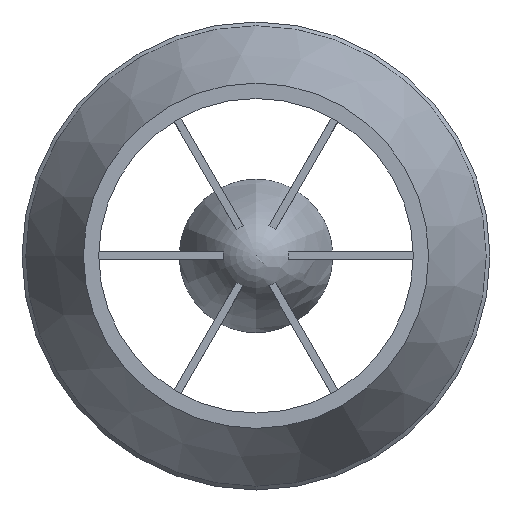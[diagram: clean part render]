
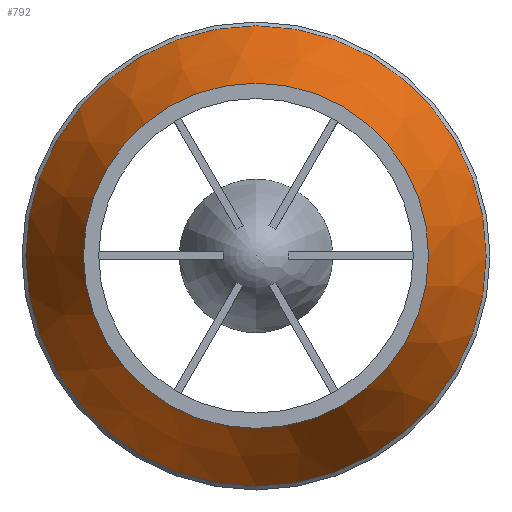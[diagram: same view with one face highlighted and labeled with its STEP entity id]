
A CAD part, top view. The second image highlights one B-rep face of the part: STEP entity #792.
In plain terms, the highlighted conical face has half-angle 26.565 degrees and reference radius 52.5 mm.
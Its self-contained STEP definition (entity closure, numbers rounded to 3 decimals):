
#116=FACE_OUTER_BOUND('',#154,.T.);
#154=EDGE_LOOP('',(#676,#677,#678,#679));
#224=LINE('',#1423,#277);
#277=VECTOR('',#1049,52.5);
#300=CIRCLE('',#866,60.);
#301=CIRCLE('',#868,45.);
#393=VERTEX_POINT('',#1417);
#394=VERTEX_POINT('',#1421);
#501=EDGE_CURVE('',#393,#393,#300,.T.);
#502=EDGE_CURVE('',#394,#394,#301,.T.);
#503=EDGE_CURVE('',#394,#393,#224,.T.);
#676=ORIENTED_EDGE('',*,*,#502,.F.);
#677=ORIENTED_EDGE('',*,*,#503,.T.);
#678=ORIENTED_EDGE('',*,*,#501,.T.);
#679=ORIENTED_EDGE('',*,*,#503,.F.);
#764=CONICAL_SURFACE('',#867,52.5,0.464);
#792=ADVANCED_FACE('',(#116),#764,.T.);
#866=AXIS2_PLACEMENT_3D('',#1419,#1043,#1044);
#867=AXIS2_PLACEMENT_3D('',#1420,#1045,#1046);
#868=AXIS2_PLACEMENT_3D('',#1422,#1047,#1048);
#1043=DIRECTION('center_axis',(0.,0.,1.));
#1044=DIRECTION('ref_axis',(1.,0.,0.));
#1045=DIRECTION('center_axis',(0.,0.,-1.));
#1046=DIRECTION('ref_axis',(1.,0.,0.));
#1047=DIRECTION('center_axis',(0.,0.,1.));
#1048=DIRECTION('ref_axis',(1.,0.,0.));
#1049=DIRECTION('',(-0.447,0.,-0.894));
#1417=CARTESIAN_POINT('',(-60.,0.,35.5));
#1419=CARTESIAN_POINT('Origin',(0.,0.,35.5));
#1420=CARTESIAN_POINT('Origin',(0.,0.,50.5));
#1421=CARTESIAN_POINT('',(-45.,0.,65.5));
#1422=CARTESIAN_POINT('Origin',(0.,0.,65.5));
#1423=CARTESIAN_POINT('',(-52.5,0.,50.5));
